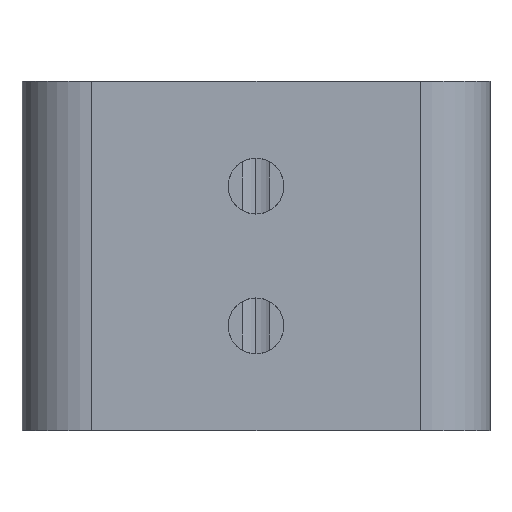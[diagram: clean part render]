
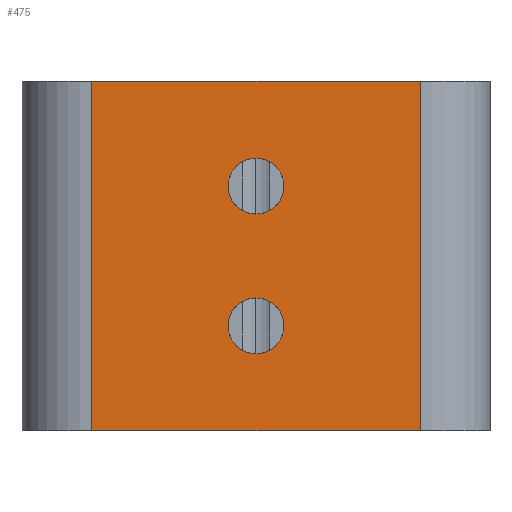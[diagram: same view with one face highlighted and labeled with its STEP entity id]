
A CAD part, left-side view. The second image highlights one B-rep face of the part: STEP entity #475.
In plain terms, the highlighted planar face has unit normal (-1, 0, 0).
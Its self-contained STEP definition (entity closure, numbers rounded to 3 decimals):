
#8 = CARTESIAN_POINT ( 'NONE',  ( -43.75, 0., 15.5 ) ) ;
#17 = CARTESIAN_POINT ( 'NONE',  ( -43.75, -16.75, 25. ) ) ;
#55 = EDGE_LOOP ( 'NONE', ( #687, #308 ) ) ;
#57 = CIRCLE ( 'NONE', #624, 2. ) ;
#59 = CIRCLE ( 'NONE', #325, 2. ) ;
#67 = CARTESIAN_POINT ( 'NONE',  ( -43.75, 0., 7.5 ) ) ;
#73 = VECTOR ( 'NONE', #1003, 1000. ) ;
#81 = DIRECTION ( 'NONE',  ( 0., -1., 0. ) ) ;
#92 = CARTESIAN_POINT ( 'NONE',  ( -43.75, 0., 17.5 ) ) ;
#98 = DIRECTION ( 'NONE',  ( 1., 0., 0. ) ) ;
#154 = CIRCLE ( 'NONE', #860, 2. ) ;
#176 = PLANE ( 'NONE',  #470 ) ;
#191 = VERTEX_POINT ( 'NONE', #981 ) ;
#192 = VECTOR ( 'NONE', #561, 1000. ) ;
#195 = CARTESIAN_POINT ( 'NONE',  ( -43.75, 0., 5.5 ) ) ;
#203 = ORIENTED_EDGE ( 'NONE', *, *, #812, .F. ) ;
#205 = DIRECTION ( 'NONE',  ( 0., 0., -1. ) ) ;
#232 = AXIS2_PLACEMENT_3D ( 'NONE', #345, #284, #574 ) ;
#240 = DIRECTION ( 'NONE',  ( -1., 0., 0. ) ) ;
#248 = VERTEX_POINT ( 'NONE', #8 ) ;
#261 = CARTESIAN_POINT ( 'NONE',  ( -43.75, -16.75, 0. ) ) ;
#263 = LINE ( 'NONE', #17, #757 ) ;
#277 = ORIENTED_EDGE ( 'NONE', *, *, #912, .T. ) ;
#284 = DIRECTION ( 'NONE',  ( -1., 0., 0. ) ) ;
#285 = CIRCLE ( 'NONE', #232, 2. ) ;
#303 = DIRECTION ( 'NONE',  ( 0., 0., 1. ) ) ;
#308 = ORIENTED_EDGE ( 'NONE', *, *, #974, .F. ) ;
#315 = LINE ( 'NONE', #261, #73 ) ;
#320 = VERTEX_POINT ( 'NONE', #554 ) ;
#325 = AXIS2_PLACEMENT_3D ( 'NONE', #92, #240, #699 ) ;
#331 = VERTEX_POINT ( 'NONE', #392 ) ;
#340 = DIRECTION ( 'NONE',  ( 0., 0., -1. ) ) ;
#345 = CARTESIAN_POINT ( 'NONE',  ( -43.75, 0., 7.5 ) ) ;
#392 = CARTESIAN_POINT ( 'NONE',  ( -43.75, 0., 19.5 ) ) ;
#413 = FACE_BOUND ( 'NONE', #498, .T. ) ;
#435 = FACE_BOUND ( 'NONE', #55, .T. ) ;
#444 = VERTEX_POINT ( 'NONE', #195 ) ;
#459 = ORIENTED_EDGE ( 'NONE', *, *, #738, .F. ) ;
#462 = VERTEX_POINT ( 'NONE', #484 ) ;
#468 = VERTEX_POINT ( 'NONE', #507 ) ;
#470 = AXIS2_PLACEMENT_3D ( 'NONE', #657, #98, #340 ) ;
#475 = ADVANCED_FACE ( 'NONE', ( #435, #413, #641 ), #176, .F. ) ;
#482 = LINE ( 'NONE', #542, #192 ) ;
#484 = CARTESIAN_POINT ( 'NONE',  ( -43.75, 0., 9.5 ) ) ;
#498 = EDGE_LOOP ( 'NONE', ( #549, #203 ) ) ;
#507 = CARTESIAN_POINT ( 'NONE',  ( -43.75, -11.75, 25. ) ) ;
#511 = LINE ( 'NONE', #719, #992 ) ;
#542 = CARTESIAN_POINT ( 'NONE',  ( -43.75, -11.75, 25. ) ) ;
#549 = ORIENTED_EDGE ( 'NONE', *, *, #612, .F. ) ;
#554 = CARTESIAN_POINT ( 'NONE',  ( -43.75, -11.75, 0. ) ) ;
#555 = ORIENTED_EDGE ( 'NONE', *, *, #671, .T. ) ;
#561 = DIRECTION ( 'NONE',  ( 0., 0., 1. ) ) ;
#570 = DIRECTION ( 'NONE',  ( 0., 0., 1. ) ) ;
#574 = DIRECTION ( 'NONE',  ( 0., 0., 1. ) ) ;
#606 = ORIENTED_EDGE ( 'NONE', *, *, #623, .T. ) ;
#612 = EDGE_CURVE ( 'NONE', #331, #248, #154, .T. ) ;
#623 = EDGE_CURVE ( 'NONE', #191, #320, #315, .T. ) ;
#624 = AXIS2_PLACEMENT_3D ( 'NONE', #67, #932, #570 ) ;
#641 = FACE_OUTER_BOUND ( 'NONE', #725, .T. ) ;
#657 = CARTESIAN_POINT ( 'NONE',  ( -43.75, -16.75, 25. ) ) ;
#664 = EDGE_CURVE ( 'NONE', #462, #444, #57, .T. ) ;
#671 = EDGE_CURVE ( 'NONE', #320, #468, #482, .T. ) ;
#679 = CARTESIAN_POINT ( 'NONE',  ( -43.75, 0., 17.5 ) ) ;
#687 = ORIENTED_EDGE ( 'NONE', *, *, #664, .F. ) ;
#699 = DIRECTION ( 'NONE',  ( 0., 0., 1. ) ) ;
#719 = CARTESIAN_POINT ( 'NONE',  ( -43.75, 11.75, 25. ) ) ;
#725 = EDGE_LOOP ( 'NONE', ( #606, #555, #459, #277 ) ) ;
#738 = EDGE_CURVE ( 'NONE', #885, #468, #263, .T. ) ;
#757 = VECTOR ( 'NONE', #81, 1000. ) ;
#803 = CARTESIAN_POINT ( 'NONE',  ( -43.75, 11.75, 25. ) ) ;
#812 = EDGE_CURVE ( 'NONE', #248, #331, #59, .T. ) ;
#860 = AXIS2_PLACEMENT_3D ( 'NONE', #679, #996, #303 ) ;
#885 = VERTEX_POINT ( 'NONE', #803 ) ;
#912 = EDGE_CURVE ( 'NONE', #885, #191, #511, .T. ) ;
#932 = DIRECTION ( 'NONE',  ( -1., 0., 0. ) ) ;
#974 = EDGE_CURVE ( 'NONE', #444, #462, #285, .T. ) ;
#981 = CARTESIAN_POINT ( 'NONE',  ( -43.75, 11.75, 0. ) ) ;
#992 = VECTOR ( 'NONE', #205, 1000. ) ;
#996 = DIRECTION ( 'NONE',  ( -1., 0., 0. ) ) ;
#1003 = DIRECTION ( 'NONE',  ( 0., -1., 0. ) ) ;
